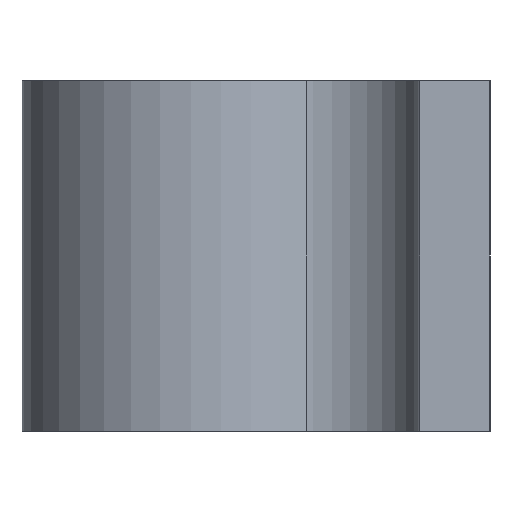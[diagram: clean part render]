
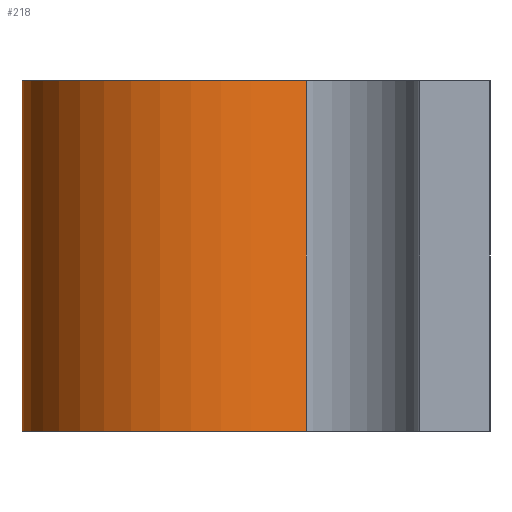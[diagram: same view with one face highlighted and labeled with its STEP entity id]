
A CAD part, left-side view. The second image highlights one B-rep face of the part: STEP entity #218.
In plain terms, the highlighted cylindrical face has radius 0.512 mm (diameter 1.023 mm), a partial arc.
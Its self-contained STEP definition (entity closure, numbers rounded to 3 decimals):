
#19=CIRCLE('',#258,0.512);
#20=CIRCLE('',#259,0.512);
#25=CYLINDRICAL_SURFACE('',#257,0.512);
#32=FACE_OUTER_BOUND('',#44,.T.);
#44=EDGE_LOOP('',(#165,#166,#167,#168));
#62=LINE('',#365,#84);
#63=LINE('',#371,#85);
#84=VECTOR('',#299,10.);
#85=VECTOR('',#306,10.);
#105=VERTEX_POINT('',#361);
#106=VERTEX_POINT('',#363);
#107=VERTEX_POINT('',#367);
#108=VERTEX_POINT('',#369);
#130=EDGE_CURVE('',#105,#106,#62,.T.);
#131=EDGE_CURVE('',#107,#105,#19,.T.);
#132=EDGE_CURVE('',#108,#106,#20,.T.);
#133=EDGE_CURVE('',#107,#108,#63,.T.);
#165=ORIENTED_EDGE('',*,*,#131,.T.);
#166=ORIENTED_EDGE('',*,*,#130,.T.);
#167=ORIENTED_EDGE('',*,*,#132,.F.);
#168=ORIENTED_EDGE('',*,*,#133,.F.);
#218=ADVANCED_FACE('',(#32),#25,.T.);
#257=AXIS2_PLACEMENT_3D('',#366,#300,#301);
#258=AXIS2_PLACEMENT_3D('',#368,#302,#303);
#259=AXIS2_PLACEMENT_3D('',#370,#304,#305);
#299=DIRECTION('',(0.,0.,1.));
#300=DIRECTION('center_axis',(0.,0.,1.));
#301=DIRECTION('ref_axis',(0.199,0.98,0.));
#302=DIRECTION('center_axis',(0.,0.,1.));
#303=DIRECTION('ref_axis',(0.199,0.98,0.));
#304=DIRECTION('center_axis',(0.,0.,1.));
#305=DIRECTION('ref_axis',(0.199,0.98,0.));
#306=DIRECTION('',(0.,0.,1.));
#361=CARTESIAN_POINT('',(0.097,0.525,0.));
#363=CARTESIAN_POINT('',(0.097,0.525,1.));
#365=CARTESIAN_POINT('',(0.097,0.525,0.));
#366=CARTESIAN_POINT('Origin',(0.512,0.824,0.));
#367=CARTESIAN_POINT('',(0.614,1.326,0.));
#368=CARTESIAN_POINT('Origin',(0.512,0.824,0.));
#369=CARTESIAN_POINT('',(0.614,1.326,1.));
#370=CARTESIAN_POINT('Origin',(0.512,0.824,1.));
#371=CARTESIAN_POINT('',(0.614,1.326,0.));
